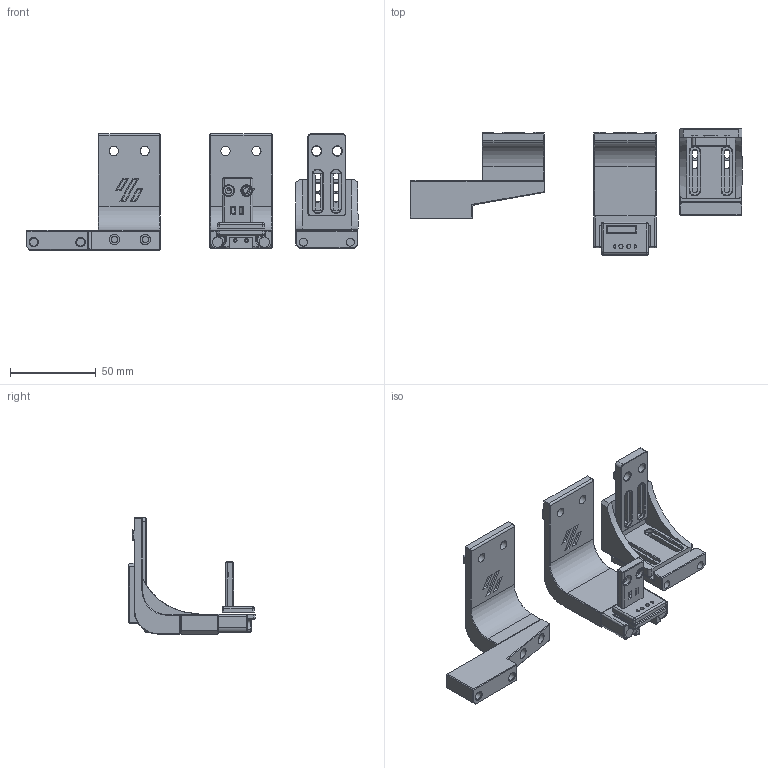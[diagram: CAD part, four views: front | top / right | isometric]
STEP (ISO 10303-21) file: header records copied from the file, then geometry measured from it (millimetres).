
FILE_DESCRIPTION(/* description */ (''),/* implementation_level */ '2;1');
FILE_NAME(/* name */ 'KlickyProbe_v0_2.step',/* time_stamp */ '2021-06-27T23:34:27+01:00',/* author */ (''),/* organization */ (''),/* preprocessor_version */ 'ST-DEVELOPER v18.1',/* originating_system */ 'Autodesk Translation Framework v10.9.0.1377',/* authorisation */ '');
FILE_SCHEMA (('AUTOMOTIVE_DESIGN { 1 0 10303 214 3 1 1 }'));
Length unit declared in the file: millimetre
Products named in the file (8): KlickyProbe_JosAr_AB; Klicky Probe; AB mount; Dock Mount variable Assembly; Dock Mount fixed; Dock Sidemount fixed; Probe Dock v0.2; Probe v0.2
Assembly tree (7 placements, depth 3):
  KlickyProbe_JosAr_AB
    Klicky Probe
      AB mount
      Dock Mount variable Assembly
      Dock Mount fixed
      Dock Sidemount fixed
      Probe Dock v0.2
      Probe v0.2
Bounding box: 193.25 x 73.5 x 67.72 mm (x, y, z)
Volume: 98404.1 mm3; surface area: 45244.1 mm2
Topology: 9 solids, 9 shells, 815 faces, 2123 edges, 1332 vertices
Faces by surface type: plane 508, cylinder 157, cone 80, bspline 54, sphere 10, torus 6
Full cylindrical faces by diameter (mm): 1.2 x2, 1.6 x2, 2.385 x2, 3.4 x2, 3.6 x4, 4.7 x16, 5.4 x6, 6 x5
Entity records: 27980 total; most frequent: CARTESIAN_POINT 7946, ORIENTED_EDGE 4214, DIRECTION 3962, EDGE_CURVE 2107, LINE 1430, VECTOR 1430, VERTEX_POINT 1328, AXIS2_PLACEMENT_3D 1266
